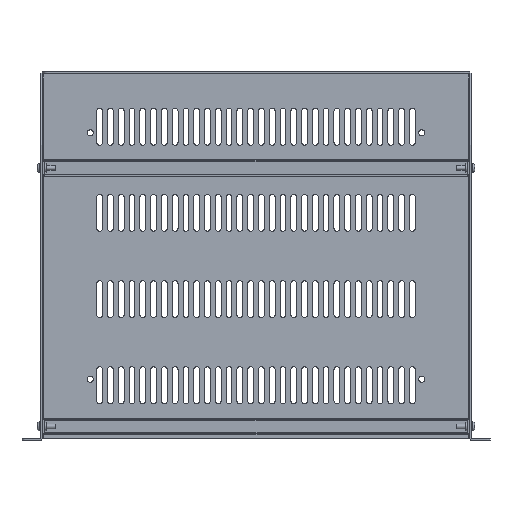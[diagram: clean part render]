
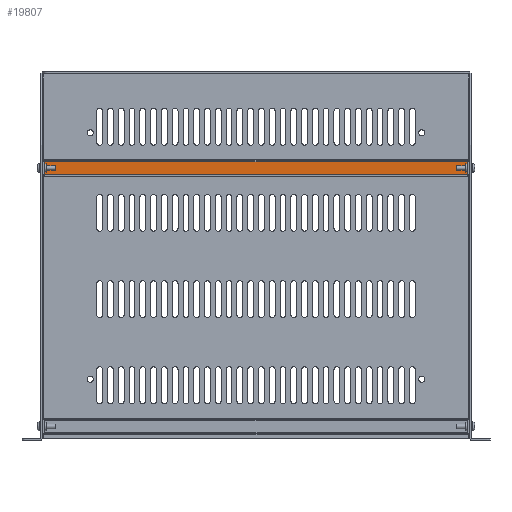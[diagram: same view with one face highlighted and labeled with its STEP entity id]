
A CAD part, top view. The second image highlights one B-rep face of the part: STEP entity #19807.
In plain terms, the highlighted planar face has unit normal (0, 0, 1).
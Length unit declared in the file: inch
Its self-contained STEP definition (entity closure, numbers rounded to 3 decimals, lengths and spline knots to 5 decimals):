
#193 = FACE_OUTER_BOUND ( 'NONE', #14346, .T. ) ;
#223 = CARTESIAN_POINT ( 'NONE',  ( -8.6605, 3.27825, 2.942 ) ) ;
#391 = DIRECTION ( 'NONE',  ( 1., 0., 0. ) ) ;
#431 = VECTOR ( 'NONE', #32961, 39.37008 ) ;
#2428 = DIRECTION ( 'NONE',  ( -1., 0., 0. ) ) ;
#2779 = EDGE_CURVE ( 'NONE', #12645, #12835, #5748, .T. ) ;
#2878 = VERTEX_POINT ( 'NONE', #6741 ) ;
#3590 = EDGE_CURVE ( 'NONE', #12831, #2878, #20698, .T. ) ;
#5113 = CARTESIAN_POINT ( 'NONE',  ( -8.6605, 3.79375, 2.942 ) ) ;
#5748 = LINE ( 'NONE', #223, #9357 ) ;
#6565 = EDGE_CURVE ( 'NONE', #12835, #12831, #32412, .T. ) ;
#6741 = CARTESIAN_POINT ( 'NONE',  ( -8.5745, 3.79375, 2.942 ) ) ;
#7650 = CARTESIAN_POINT ( 'NONE',  ( -8.5745, 3.27825, 2.942 ) ) ;
#8072 = ORIENTED_EDGE ( 'NONE', *, *, #3590, .T. ) ;
#9357 = VECTOR ( 'NONE', #391, 39.37008 ) ;
#9595 = CARTESIAN_POINT ( 'NONE',  ( 8.5745, 3.79375, 2.942 ) ) ;
#11438 = CARTESIAN_POINT ( 'NONE',  ( -8.5745, 3.27825, 2.942 ) ) ;
#11448 = ORIENTED_EDGE ( 'NONE', *, *, #2779, .T. ) ;
#12645 = VERTEX_POINT ( 'NONE', #11438 ) ;
#12831 = VERTEX_POINT ( 'NONE', #9595 ) ;
#12835 = VERTEX_POINT ( 'NONE', #19159 ) ;
#14346 = EDGE_LOOP ( 'NONE', ( #29575, #8072, #27532, #11448 ) ) ;
#19159 = CARTESIAN_POINT ( 'NONE',  ( 8.5745, 3.27825, 2.942 ) ) ;
#19807 = ADVANCED_FACE ( 'NONE', ( #193 ), #20640, .T. ) ;
#20640 = PLANE ( 'NONE',  #22442 ) ;
#20698 = LINE ( 'NONE', #5113, #29191 ) ;
#20977 = DIRECTION ( 'NONE',  ( -1., 0., 0. ) ) ;
#21412 = VECTOR ( 'NONE', #32098, 39.37008 ) ;
#22199 = CARTESIAN_POINT ( 'NONE',  ( 8.5745, 3.79375, 2.942 ) ) ;
#22442 = AXIS2_PLACEMENT_3D ( 'NONE', #23494, #30858, #20977 ) ;
#23091 = LINE ( 'NONE', #7650, #431 ) ;
#23494 = CARTESIAN_POINT ( 'NONE',  ( -8.6605, 3.19225, 2.942 ) ) ;
#27532 = ORIENTED_EDGE ( 'NONE', *, *, #29689, .T. ) ;
#29191 = VECTOR ( 'NONE', #2428, 39.37008 ) ;
#29575 = ORIENTED_EDGE ( 'NONE', *, *, #6565, .T. ) ;
#29689 = EDGE_CURVE ( 'NONE', #2878, #12645, #23091, .T. ) ;
#30858 = DIRECTION ( 'NONE',  ( 0., 0., 1. ) ) ;
#32098 = DIRECTION ( 'NONE',  ( 0., 1., 0. ) ) ;
#32412 = LINE ( 'NONE', #22199, #21412 ) ;
#32961 = DIRECTION ( 'NONE',  ( 0., -1., 0. ) ) ;
